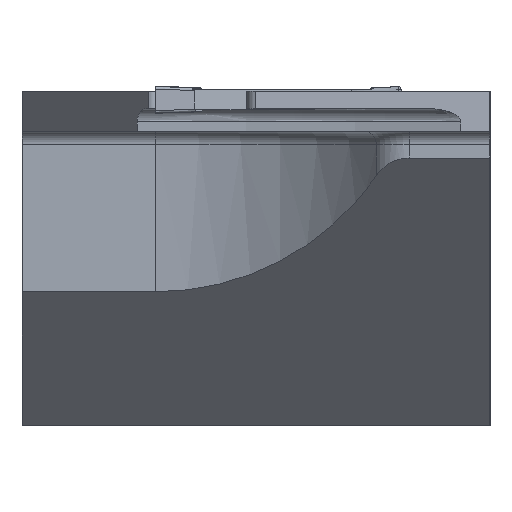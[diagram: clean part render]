
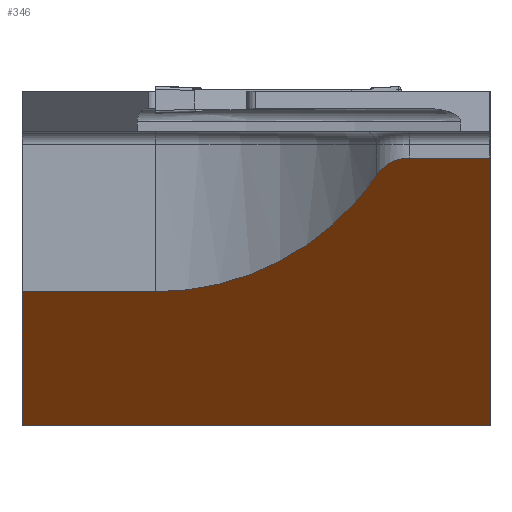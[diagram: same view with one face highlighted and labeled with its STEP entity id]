
A CAD part, left-side view. The second image highlights one B-rep face of the part: STEP entity #346.
In plain terms, the highlighted planar face has unit normal (-0.707, 0, -0.707).
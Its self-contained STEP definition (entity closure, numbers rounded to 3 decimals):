
#268=ELLIPSE('',#1444,4.243,3.);
#269=ELLIPSE('',#1447,28.284,20.);
#346=ADVANCED_FACE('',(#444),#404,.F.);
#404=PLANE('',#1450);
#444=FACE_OUTER_BOUND('',#506,.T.);
#506=EDGE_LOOP('',(#674,#675,#676,#677,#678,#679,#680));
#674=ORIENTED_EDGE('',*,*,#1102,.F.);
#675=ORIENTED_EDGE('',*,*,#1105,.F.);
#676=ORIENTED_EDGE('',*,*,#1107,.F.);
#677=ORIENTED_EDGE('',*,*,#1074,.F.);
#678=ORIENTED_EDGE('',*,*,#1080,.F.);
#679=ORIENTED_EDGE('',*,*,#1067,.F.);
#680=ORIENTED_EDGE('',*,*,#1099,.F.);
#952=VERTEX_POINT('',#1937);
#953=VERTEX_POINT('',#1939);
#958=VERTEX_POINT('',#1951);
#959=VERTEX_POINT('',#1953);
#973=VERTEX_POINT('',#2034);
#975=VERTEX_POINT('',#2040);
#977=VERTEX_POINT('',#2046);
#1067=EDGE_CURVE('',#952,#953,#1230,.T.);
#1074=EDGE_CURVE('',#958,#959,#1237,.T.);
#1080=EDGE_CURVE('',#953,#958,#1241,.T.);
#1099=EDGE_CURVE('',#973,#952,#1250,.T.);
#1102=EDGE_CURVE('',#975,#973,#268,.T.);
#1105=EDGE_CURVE('',#977,#975,#269,.T.);
#1107=EDGE_CURVE('',#959,#977,#1254,.T.);
#1230=LINE('',#1938,#1332);
#1237=LINE('',#1952,#1339);
#1241=LINE('',#1962,#1343);
#1250=LINE('',#2035,#1352);
#1254=LINE('',#2050,#1356);
#1332=VECTOR('',#1581,1.);
#1339=VECTOR('',#1590,1.);
#1343=VECTOR('',#1600,1.);
#1352=VECTOR('',#1629,1.);
#1356=VECTOR('',#1647,1.);
#1444=AXIS2_PLACEMENT_3D('',#2041,#1635,#1636);
#1447=AXIS2_PLACEMENT_3D('',#2047,#1642,#1643);
#1450=AXIS2_PLACEMENT_3D('',#2052,#1650,#1651);
#1581=DIRECTION('',(0.707,0.,-0.707));
#1590=DIRECTION('',(-0.707,0.,0.707));
#1600=DIRECTION('',(0.,1.,0.));
#1629=DIRECTION('',(0.,-1.,0.));
#1635=DIRECTION('',(0.707,0.,0.707));
#1636=DIRECTION('',(-0.707,0.,0.707));
#1642=DIRECTION('',(-0.707,0.,-0.707));
#1643=DIRECTION('',(-0.707,0.,0.707));
#1647=DIRECTION('',(0.,-1.,0.));
#1650=DIRECTION('',(0.707,0.,0.707));
#1651=DIRECTION('',(0.707,0.,-0.707));
#1937=CARTESIAN_POINT('',(10.,-25.,-5.));
#1938=CARTESIAN_POINT('',(10.,-25.,-5.));
#1939=CARTESIAN_POINT('',(30.,-25.,-25.));
#1951=CARTESIAN_POINT('',(30.,10.,-25.));
#1952=CARTESIAN_POINT('',(10.,10.,-5.));
#1953=CARTESIAN_POINT('',(20.,10.,-15.));
#1962=CARTESIAN_POINT('',(30.,-29.,-25.));
#2034=CARTESIAN_POINT('',(10.,-18.974,-5.));
#2035=CARTESIAN_POINT('',(10.,-29.,-5.));
#2040=CARTESIAN_POINT('',(11.304,-16.499,-6.304));
#2041=CARTESIAN_POINT('',(13.,-18.974,-8.));
#2046=CARTESIAN_POINT('',(20.,0.,-15.));
#2047=CARTESIAN_POINT('',(0.,0.,5.));
#2050=CARTESIAN_POINT('',(20.,-29.,-15.));
#2052=CARTESIAN_POINT('',(10.,-29.,-5.));
